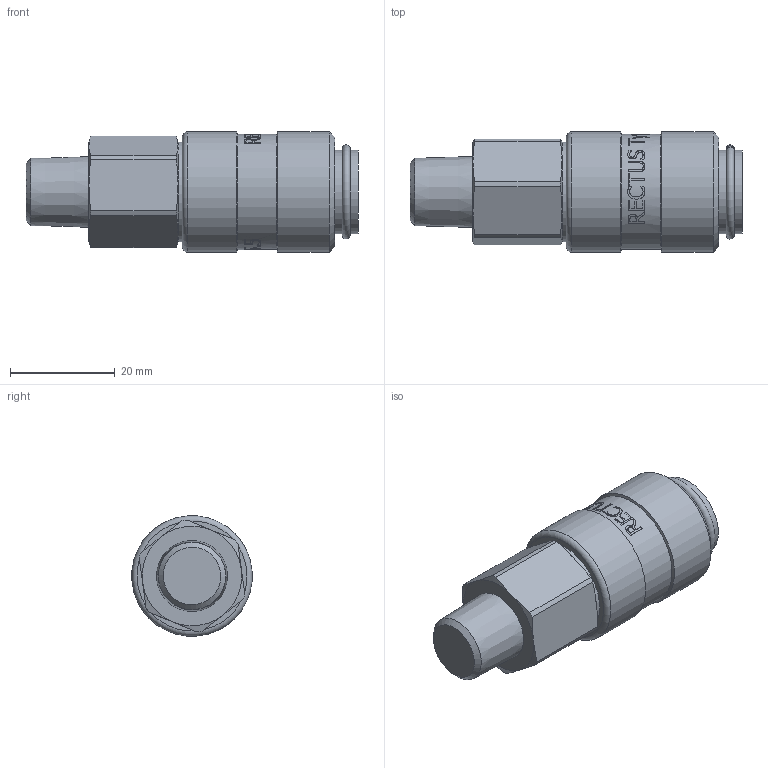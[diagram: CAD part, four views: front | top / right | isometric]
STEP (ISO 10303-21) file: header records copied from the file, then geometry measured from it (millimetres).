
FILE_DESCRIPTION((''),'2;1');
FILE_NAME('19kaak13mpn.stp','2014-12-01T08:57:03',('IA176480'),(''),'Autodesk Inventor 2013','Autodesk Inventor 2013','');
FILE_SCHEMA(('AUTOMOTIVE_DESIGN { 1 0 10303 214 1 1 1 1 }'));
Length unit declared in the file: millimetre
Products named in the file (1): D112937
Bounding box: 63.3 x 22.93 x 22.93 mm (x, y, z)
Volume: 19764 mm3; surface area: 5515.5 mm2
Topology: 1 solids, 3 shells, 310 faces, 835 edges, 553 vertices
Faces by surface type: bspline 131, plane 124, cylinder 38, cone 14, torus 3
Full cylindrical faces by diameter (mm): 15 x1, 15.435 x1, 15.459 x1, 16 x2, 18.95 x1, 20.339 x1, 21 x1, 22 x1, 23 x2
Entity records: 42651 total; most frequent: CARTESIAN_POINT 35748, ORIENTED_EDGE 1600, DIRECTION 880, EDGE_CURVE 800, VERTEX_POINT 541, B_SPLINE_CURVE_WITH_KNOTS 369, EDGE_LOOP 359, FACE_OUTER_BOUND 310
